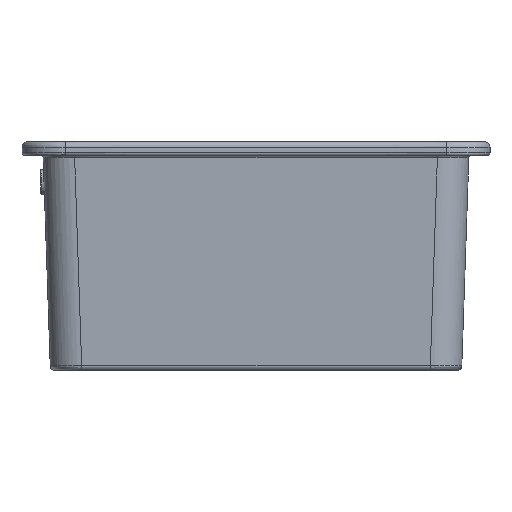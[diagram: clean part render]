
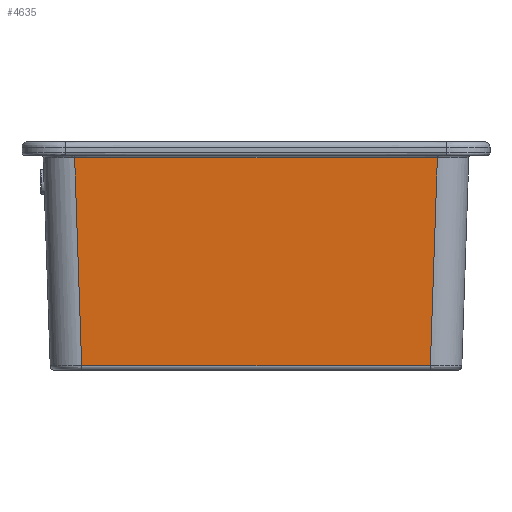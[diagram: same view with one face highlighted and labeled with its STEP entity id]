
A CAD part, front view. The second image highlights one B-rep face of the part: STEP entity #4635.
In plain terms, the highlighted planar face has unit normal (0, -0.999, -0.034).
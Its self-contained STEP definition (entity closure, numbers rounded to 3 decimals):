
#975 = DIRECTION ( 'NONE',  ( 1., 0., 0. ) ) ;
#1971 = VECTOR ( 'NONE', #23887, 1000. ) ;
#2607 = LINE ( 'NONE', #24988, #1971 ) ;
#2732 = CARTESIAN_POINT ( 'NONE',  ( 201.719, -414.082, 299.601 ) ) ;
#2951 = PLANE ( 'NONE',  #4622 ) ;
#3781 = EDGE_LOOP ( 'NONE', ( #20147, #23948, #5490, #16072 ) ) ;
#4030 = B_SPLINE_CURVE_WITH_KNOTS ( 'NONE', 3,
 ( #2732, #11024, #4902, #19296 ),
 .UNSPECIFIED., .F., .F.,
 ( 4, 4 ),
 ( 0., 1. ),
 .UNSPECIFIED. ) ;
#4481 = LINE ( 'NONE', #23712, #20270 ) ;
#4622 = AXIS2_PLACEMENT_3D ( 'NONE', #15456, #13286, #975 ) ;
#4635 = ADVANCED_FACE ( 'NONE', ( #13265 ), #2951, .F. ) ;
#4902 = CARTESIAN_POINT ( 'NONE',  ( -67.24, -414.082, 299.601 ) ) ;
#5490 = ORIENTED_EDGE ( 'NONE', *, *, #11942, .T. ) ;
#5617 = VERTEX_POINT ( 'NONE', #9509 ) ;
#9509 = CARTESIAN_POINT ( 'NONE',  ( -193.929, -406.292, 68.332 ) ) ;
#10954 = CARTESIAN_POINT ( 'NONE',  ( 193.929, -406.292, 68.332 ) ) ;
#11024 = CARTESIAN_POINT ( 'NONE',  ( 67.24, -414.082, 299.601 ) ) ;
#11367 = CARTESIAN_POINT ( 'NONE',  ( -201.719, -414.082, 299.601 ) ) ;
#11942 = EDGE_CURVE ( 'NONE', #12205, #21231, #12932, .T. ) ;
#12205 = VERTEX_POINT ( 'NONE', #10954 ) ;
#12932 = LINE ( 'NONE', #22359, #18412 ) ;
#13265 = FACE_OUTER_BOUND ( 'NONE', #3781, .T. ) ;
#13286 = DIRECTION ( 'NONE',  ( 0., 0.999, 0.034 ) ) ;
#15456 = CARTESIAN_POINT ( 'NONE',  ( 0., -414.667, 316.989 ) ) ;
#15638 = DIRECTION ( 'NONE',  ( 1., 0., 0. ) ) ;
#16072 = ORIENTED_EDGE ( 'NONE', *, *, #16154, .T. ) ;
#16154 = EDGE_CURVE ( 'NONE', #21231, #21729, #4030, .T. ) ;
#16352 = DIRECTION ( 'NONE',  ( 0.034, -0.034, 0.999 ) ) ;
#16556 = EDGE_CURVE ( 'NONE', #21729, #5617, #2607, .T. ) ;
#18412 = VECTOR ( 'NONE', #16352, 1000. ) ;
#18498 = EDGE_CURVE ( 'NONE', #5617, #12205, #4481, .T. ) ;
#19124 = CARTESIAN_POINT ( 'NONE',  ( 201.719, -414.082, 299.601 ) ) ;
#19296 = CARTESIAN_POINT ( 'NONE',  ( -201.719, -414.082, 299.601 ) ) ;
#20147 = ORIENTED_EDGE ( 'NONE', *, *, #16556, .T. ) ;
#20270 = VECTOR ( 'NONE', #15638, 1000. ) ;
#21231 = VERTEX_POINT ( 'NONE', #19124 ) ;
#21729 = VERTEX_POINT ( 'NONE', #11367 ) ;
#22359 = CARTESIAN_POINT ( 'NONE',  ( 202.075, -414.438, 310.191 ) ) ;
#23712 = CARTESIAN_POINT ( 'NONE',  ( 0., -406.292, 68.332 ) ) ;
#23887 = DIRECTION ( 'NONE',  ( 0.034, 0.034, -0.999 ) ) ;
#23948 = ORIENTED_EDGE ( 'NONE', *, *, #18498, .T. ) ;
#24988 = CARTESIAN_POINT ( 'NONE',  ( -202.075, -414.438, 310.191 ) ) ;
